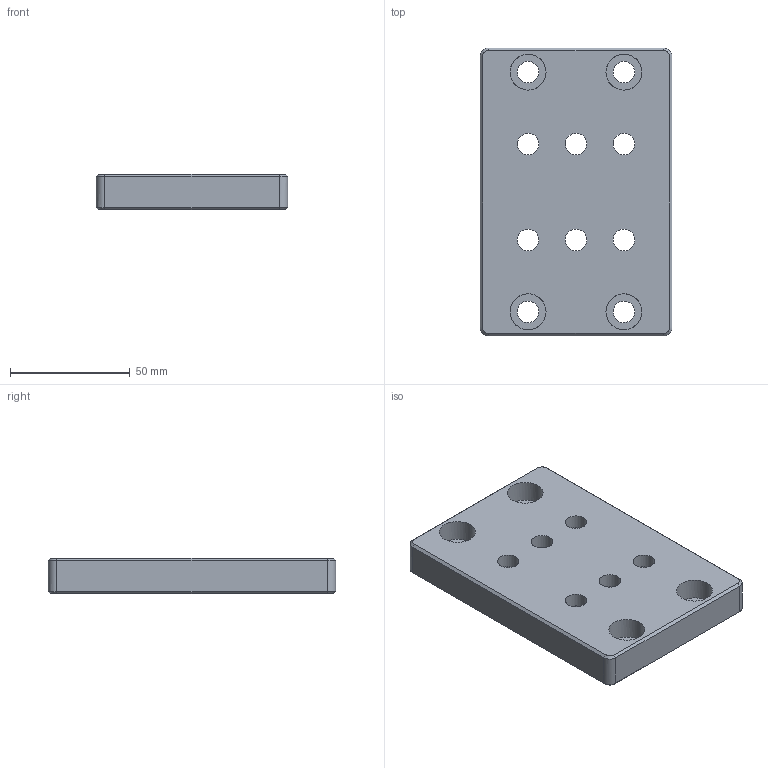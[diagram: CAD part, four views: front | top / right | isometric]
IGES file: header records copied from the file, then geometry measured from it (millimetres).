
Global section: file name: SV5003N; native system: Autodesk Inventor 2015; preprocessor: unknown; author: C. Hanke; date: 20151128.103805; units: millimetre
Bounding box: 80 x 120 x 15 mm (x, y, z)
Volume: 123721.3 mm3; surface area: 29294.5 mm2
Topology: 1 solids, 1 shells, 56 faces, 136 edges, 92 vertices
Faces by surface type: bspline 56
